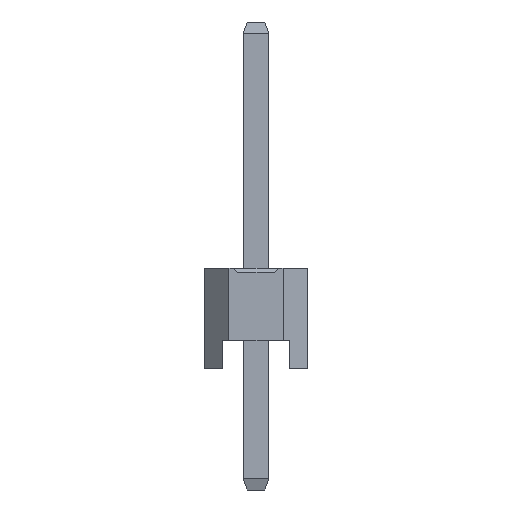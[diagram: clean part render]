
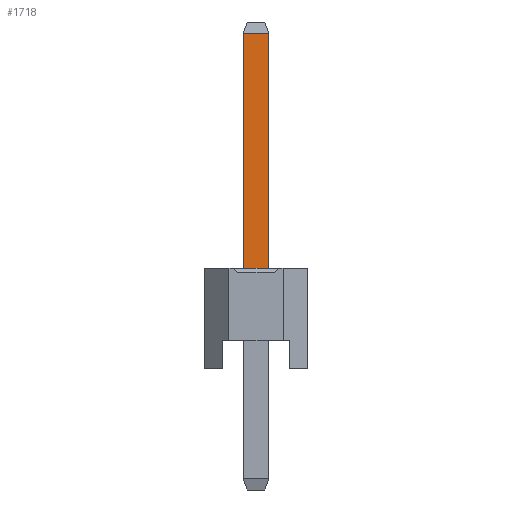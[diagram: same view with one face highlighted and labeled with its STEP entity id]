
A CAD part, left-side view. The second image highlights one B-rep face of the part: STEP entity #1718.
In plain terms, the highlighted planar face has unit normal (-1, 0, 0).
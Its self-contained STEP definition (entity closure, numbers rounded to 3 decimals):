
#1718=ADVANCED_FACE('',(#4439),#4441,.T.);
#4439=FACE_BOUND('',#4440,.T.);
#4440=EDGE_LOOP('',(#6571,#6572,#6573,#6574));
#4441=PLANE('',#4442);
#4442=AXIS2_PLACEMENT_3D('',#4443,#4444,#4445);
#4443=CARTESIAN_POINT('',(-0.32,0.32,-3.));
#4444=DIRECTION('',(-1.,0.,0.));
#4445=DIRECTION('',(0.,-1.,0.));
#6571=ORIENTED_EDGE('',*,*,#7816,.F.);
#6572=ORIENTED_EDGE('',*,*,#7811,.F.);
#6573=ORIENTED_EDGE('',*,*,#7406,.T.);
#6574=ORIENTED_EDGE('',*,*,#7815,.T.);
#7406=EDGE_CURVE('',#8466,#8470,#8472,.T.);
#7811=EDGE_CURVE('',#8466,#9076,#9079,.T.);
#7815=EDGE_CURVE('',#8470,#9083,#9085,.T.);
#7816=EDGE_CURVE('',#9076,#9083,#9086,.T.);
#8466=VERTEX_POINT('',#10284);
#8470=VERTEX_POINT('',#10292);
#8472=LINE('',#10296,#10297);
#9076=VERTEX_POINT('',#11706);
#9079=LINE('',#11713,#11714);
#9083=VERTEX_POINT('',#11723);
#9085=LINE('',#11727,#11728);
#9086=LINE('',#11730,#11731);
#10284=CARTESIAN_POINT('',(-0.32,0.32,2.5));
#10292=CARTESIAN_POINT('',(-0.32,-0.32,2.5));
#10296=CARTESIAN_POINT('',(-0.32,0.32,2.5));
#10297=VECTOR('',#10298,1.);
#10298=DIRECTION('',(0.,-1.,0.));
#11706=CARTESIAN_POINT('',(-0.32,0.32,8.325));
#11713=CARTESIAN_POINT('',(-0.32,0.32,2.5));
#11714=VECTOR('',#11715,1.);
#11715=DIRECTION('',(0.,0.,1.));
#11723=CARTESIAN_POINT('',(-0.32,-0.32,8.325));
#11727=CARTESIAN_POINT('',(-0.32,-0.32,2.5));
#11728=VECTOR('',#11729,1.);
#11729=DIRECTION('',(0.,0.,1.));
#11730=CARTESIAN_POINT('',(-0.32,0.32,8.325));
#11731=VECTOR('',#11732,1.);
#11732=DIRECTION('',(0.,-1.,0.));
